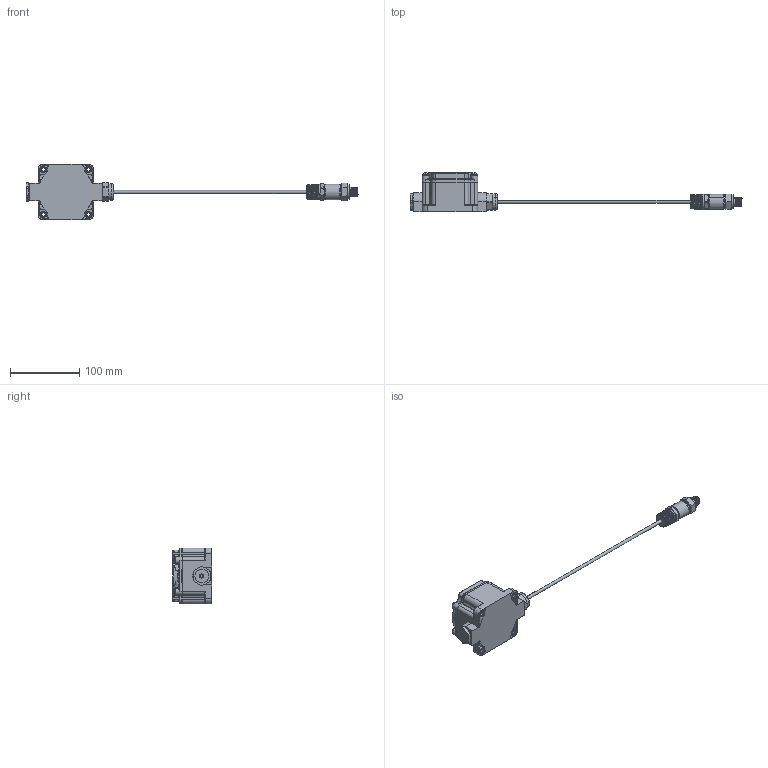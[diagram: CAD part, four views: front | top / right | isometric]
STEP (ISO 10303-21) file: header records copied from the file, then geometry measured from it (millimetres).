
FILE_DESCRIPTION((''),'2;1');
FILE_NAME('209930_ASM','2019-02-22T12:37:52',('pdmadmin'),('BANNER ENGINEERING'),'CREO PARAMETRIC BY PTC INC, 2018300','CREO PARAMETRIC BY PTC INC, 2018300','');
FILE_SCHEMA(('CONFIG_CONTROL_DESIGN'));
Products named in the file (17): 129894; 187693; 121056; 121057; 187693_ASM; 161499; 204210_ASM; 131071; 191587; 139347_209930; 1-4NPT_3; HOUSING-0-8_3; 1-2NPT_3; 805530_ASM; 210216_40657; 210453_ASM; 209930_ASM
Assembly tree (21 placements, depth 4):
  209930_ASM
    129894
    204210_ASM
      187693_ASM
        187693
        121056  x2
        121057
      161499  x2
    131071  x4
    191587
    139347_209930
    210453_ASM
      805530_ASM
        1-4NPT_3
        HOUSING-0-8_3
        1-2NPT_3
      210216_40657
Bounding box: 480.47 x 57.6 x 80.85 mm (x, y, z)
Volume: 135349.5 mm3; surface area: 101767 mm2
Topology: 17 solids, 21 shells, 1233 faces, 3017 edges, 1885 vertices
Faces by surface type: cylinder 428, plane 354, torus 188, cone 138, bspline 87, sphere 34, revolution 4
Entity records: 46831 total; most frequent: CARTESIAN_POINT 19421, DIRECTION 5922, ORIENTED_EDGE 5574, EDGE_CURVE 2795, AXIS2_PLACEMENT_3D 2432, VERTEX_POINT 1753, CIRCLE 1328, EDGE_LOOP 1252
